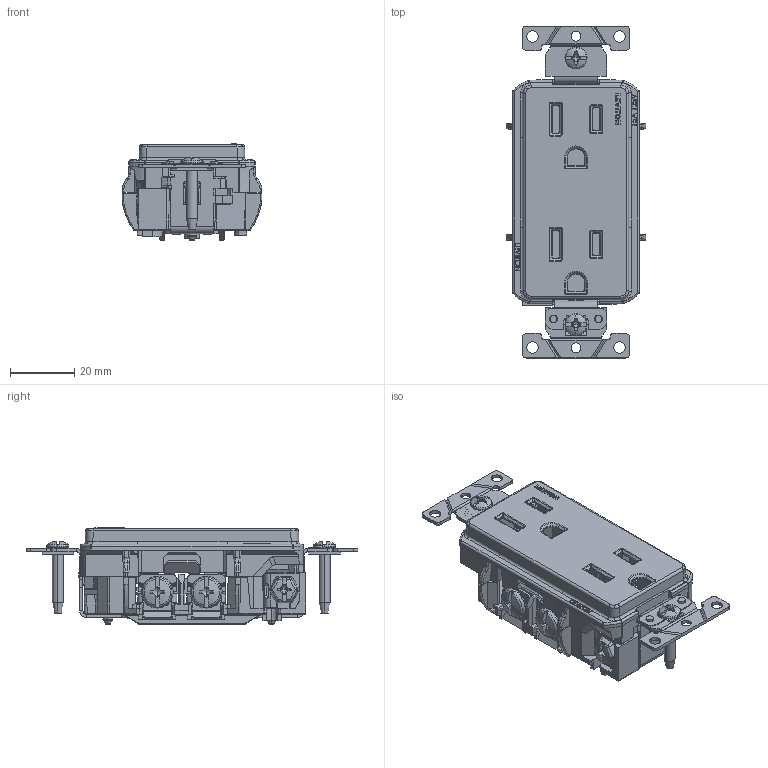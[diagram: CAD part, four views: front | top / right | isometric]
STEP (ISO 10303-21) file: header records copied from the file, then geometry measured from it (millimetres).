
FILE_DESCRIPTION (( 'STEP AP214' ), '1' );
FILE_NAME ('CATSTD-DT820-IGX-M01.STEP', '2020-10-29T19:55:30', ( '' ), ( '' ), 'SwSTEP 2.0', 'SolidWorks 2020', '' );
FILE_SCHEMA (( 'AUTOMOTIVE_DESIGN' ));
Length unit declared in the file: inch
Products named in the file (1): CATSTD-DT820-IGX-M01
Bounding box: 43.43 x 103.17 x 29.97 mm (x, y, z)
Volume: 18471.9 mm3; surface area: 30028.2 mm2
Topology: 20 solids, 37 shells, 3664 faces, 9525 edges, 6088 vertices
Faces by surface type: plane 2198, cylinder 704, bspline 448, cone 149, torus 124, sphere 41
Entity records: 171812 total; most frequent: CARTESIAN_POINT 39653, ORIENTED_EDGE 19020, DIRECTION 16088, EDGE_CURVE 9510, LINE 6218, VECTOR 6218, VERTEX_POINT 6088, AXIS2_PLACEMENT_3D 4935
